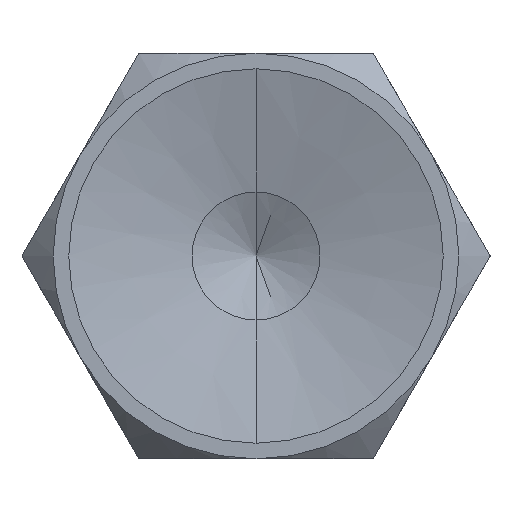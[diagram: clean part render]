
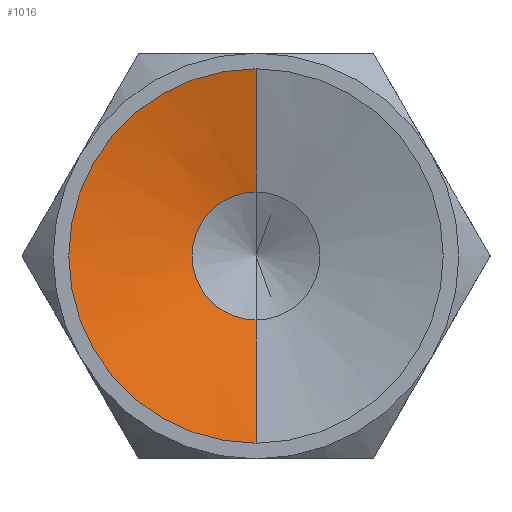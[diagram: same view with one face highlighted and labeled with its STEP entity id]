
A CAD part, front view. The second image highlights one B-rep face of the part: STEP entity #1016.
In plain terms, the highlighted conical face has half-angle 75 degrees and reference radius 6 mm.
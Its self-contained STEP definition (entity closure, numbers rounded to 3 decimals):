
#59 = CARTESIAN_POINT ( 'NONE',  ( 0., -5.3, 0. ) ) ;
#62 = CARTESIAN_POINT ( 'NONE',  ( 0., -5.3, -6. ) ) ;
#96 = EDGE_LOOP ( 'NONE', ( #846, #432, #1127, #1859 ) ) ;
#98 = CIRCLE ( 'NONE', #887, 2.05 ) ;
#148 = AXIS2_PLACEMENT_3D ( 'NONE', #1189, #297, #1336 ) ;
#297 = DIRECTION ( 'NONE',  ( 0., 1., 0. ) ) ;
#398 = DIRECTION ( 'NONE',  ( 0., -0.259, 0.966 ) ) ;
#432 = ORIENTED_EDGE ( 'NONE', *, *, #1882, .T. ) ;
#514 = DIRECTION ( 'NONE',  ( 0., -0.259, -0.966 ) ) ;
#546 = CARTESIAN_POINT ( 'NONE',  ( 0., -5.3, 6. ) ) ;
#604 = DIRECTION ( 'NONE',  ( 0., 0., -1. ) ) ;
#662 = EDGE_CURVE ( 'NONE', #1120, #872, #1597, .T. ) ;
#769 = DIRECTION ( 'NONE',  ( 0., 1., 0. ) ) ;
#802 = EDGE_CURVE ( 'NONE', #1610, #1120, #1244, .T. ) ;
#836 = VECTOR ( 'NONE', #514, 1000. ) ;
#846 = ORIENTED_EDGE ( 'NONE', *, *, #1188, .T. ) ;
#872 = VERTEX_POINT ( 'NONE', #916 ) ;
#887 = AXIS2_PLACEMENT_3D ( 'NONE', #1665, #769, #1803 ) ;
#916 = CARTESIAN_POINT ( 'NONE',  ( 0., -5.3, 6. ) ) ;
#1016 = ADVANCED_FACE ( 'NONE', ( #1699 ), #1634, .F. ) ;
#1120 = VERTEX_POINT ( 'NONE', #1813 ) ;
#1127 = ORIENTED_EDGE ( 'NONE', *, *, #662, .F. ) ;
#1155 = CARTESIAN_POINT ( 'NONE',  ( 0., -4.242, -2.05 ) ) ;
#1188 = EDGE_CURVE ( 'NONE', #1610, #1563, #98, .T. ) ;
#1189 = CARTESIAN_POINT ( 'NONE',  ( 0., -5.3, 0. ) ) ;
#1244 = LINE ( 'NONE', #62, #836 ) ;
#1290 = VECTOR ( 'NONE', #398, 1000. ) ;
#1336 = DIRECTION ( 'NONE',  ( 0., 0., 1. ) ) ;
#1390 = CARTESIAN_POINT ( 'NONE',  ( 0., -4.242, 2.05 ) ) ;
#1563 = VERTEX_POINT ( 'NONE', #1390 ) ;
#1597 = CIRCLE ( 'NONE', #148, 6. ) ;
#1610 = VERTEX_POINT ( 'NONE', #1155 ) ;
#1623 = LINE ( 'NONE', #546, #1290 ) ;
#1634 = CONICAL_SURFACE ( 'NONE', #1729, 6., 1.309 ) ;
#1639 = DIRECTION ( 'NONE',  ( 0., -1., 0. ) ) ;
#1665 = CARTESIAN_POINT ( 'NONE',  ( 0., -4.242, 0. ) ) ;
#1699 = FACE_OUTER_BOUND ( 'NONE', #96, .T. ) ;
#1729 = AXIS2_PLACEMENT_3D ( 'NONE', #59, #1639, #604 ) ;
#1803 = DIRECTION ( 'NONE',  ( 0., 0., 1. ) ) ;
#1813 = CARTESIAN_POINT ( 'NONE',  ( 0., -5.3, -6. ) ) ;
#1859 = ORIENTED_EDGE ( 'NONE', *, *, #802, .F. ) ;
#1882 = EDGE_CURVE ( 'NONE', #1563, #872, #1623, .T. ) ;
